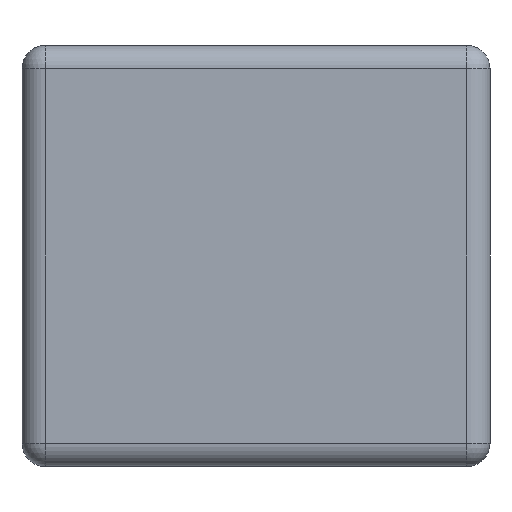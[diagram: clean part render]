
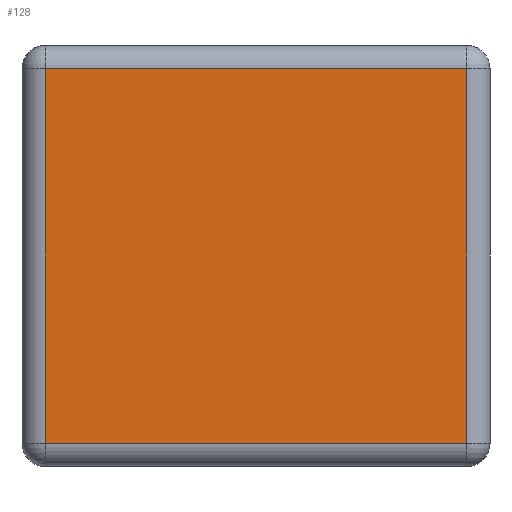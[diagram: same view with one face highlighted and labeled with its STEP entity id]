
A CAD part, left-side view. The second image highlights one B-rep face of the part: STEP entity #128.
In plain terms, the highlighted planar face has unit normal (-1, 0, 0).
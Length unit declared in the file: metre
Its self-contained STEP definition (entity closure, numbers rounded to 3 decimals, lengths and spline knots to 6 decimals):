
#128 = ADVANCED_FACE( '', ( #269 ), #270, .F. );
#269 = FACE_OUTER_BOUND( '', #424, .T. );
#270 = PLANE( '', #425 );
#424 = EDGE_LOOP( '', ( #694, #695, #696, #697 ) );
#425 = AXIS2_PLACEMENT_3D( '', #698, #699, #700 );
#694 = ORIENTED_EDGE( '', *, *, #968, .T. );
#695 = ORIENTED_EDGE( '', *, *, #969, .T. );
#696 = ORIENTED_EDGE( '', *, *, #892, .T. );
#697 = ORIENTED_EDGE( '', *, *, #970, .T. );
#698 = CARTESIAN_POINT( '', ( -0.0005, -0.00025, 0.000225 ) );
#699 = DIRECTION( '', ( 1., 0., 0. ) );
#700 = DIRECTION( '', ( 0., 0., -1. ) );
#892 = EDGE_CURVE( '', #1055, #1053, #1056, .F. );
#968 = EDGE_CURVE( '', #1135, #1165, #1166, .T. );
#969 = EDGE_CURVE( '', #1165, #1055, #1167, .T. );
#970 = EDGE_CURVE( '', #1053, #1135, #1168, .F. );
#1053 = VERTEX_POINT( '', #1261 );
#1055 = VERTEX_POINT( '', #1263 );
#1056 = LINE( '', #1264, #1265 );
#1135 = VERTEX_POINT( '', #1364 );
#1165 = VERTEX_POINT( '', #1405 );
#1166 = LINE( '', #1406, #1407 );
#1167 = LINE( '', #1408, #1409 );
#1168 = LINE( '', #1410, #1411 );
#1261 = CARTESIAN_POINT( '', ( -0.0005, -0.000225, 0.000025 ) );
#1263 = CARTESIAN_POINT( '', ( -0.0005, 0.000225, 0.000025 ) );
#1264 = CARTESIAN_POINT( '', ( -0.0005, -0.00025, 0.000025 ) );
#1265 = VECTOR( '', #1500, 1. );
#1364 = CARTESIAN_POINT( '', ( -0.0005, -0.000225, 0.000425 ) );
#1405 = CARTESIAN_POINT( '', ( -0.0005, 0.000225, 0.000425 ) );
#1406 = CARTESIAN_POINT( '', ( -0.0005, -0.00025, 0.000425 ) );
#1407 = VECTOR( '', #1607, 1. );
#1408 = CARTESIAN_POINT( '', ( -0.0005, 0.000225, 0.000225 ) );
#1409 = VECTOR( '', #1608, 1. );
#1410 = CARTESIAN_POINT( '', ( -0.0005, -0.000225, 0.00045 ) );
#1411 = VECTOR( '', #1609, 1. );
#1500 = DIRECTION( '', ( 0., 1., 0. ) );
#1607 = DIRECTION( '', ( 0., 1., 0. ) );
#1608 = DIRECTION( '', ( 0., 0., -1. ) );
#1609 = DIRECTION( '', ( 0., 0., -1. ) );
